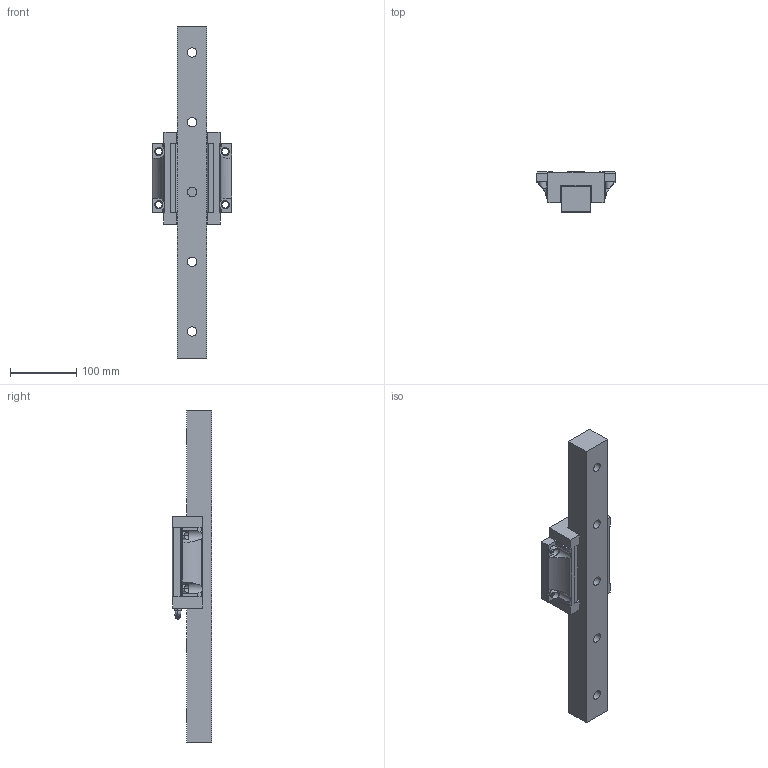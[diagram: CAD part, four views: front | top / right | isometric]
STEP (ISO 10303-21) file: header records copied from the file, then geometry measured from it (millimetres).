
FILE_DESCRIPTION((''),'2;1');
FILE_NAME('BRS45-A0_MISUMI_ASM','2013-03-29T',('SM6131'),(''),'PRO/ENGINEER BY PARAMETRIC TECHNOLOGY CORPORATION, 2009460','PRO/ENGINEER BY PARAMETRIC TECHNOLOGY CORPORATION, 2009460','');
FILE_SCHEMA(('CONFIG_CONTROL_DESIGN'));
Length unit declared in the file: millimetre
Products named in the file (5): BRR45_MISUMI_INST; BRC45-A0_CUSTOMER; VN-SB-M8-06-00; BRC45-A0_6_ASM; BRS45-A0_MISUMI_ASM
Assembly tree (4 placements, depth 3):
  BRS45-A0_MISUMI_ASM
    BRR45_MISUMI_INST
    BRC45-A0_6_ASM
      BRC45-A0_CUSTOMER
      VN-SB-M8-06-00
Bounding box: 119.95 x 60.2 x 500 mm (x, y, z)
Volume: 1204970.5 mm3; surface area: 169571.9 mm2
Topology: 3 solids, 13 shells, 256 faces, 664 edges, 432 vertices
Faces by surface type: plane 122, cylinder 87, cone 21, bspline 16, torus 6, sphere 4
Entity records: 9833 total; most frequent: CARTESIAN_POINT 3529, ORIENTED_EDGE 1288, DIRECTION 1258, EDGE_CURVE 660, AXIS2_PLACEMENT_3D 454, VERTEX_POINT 432, VECTOR 350, LINE 350
